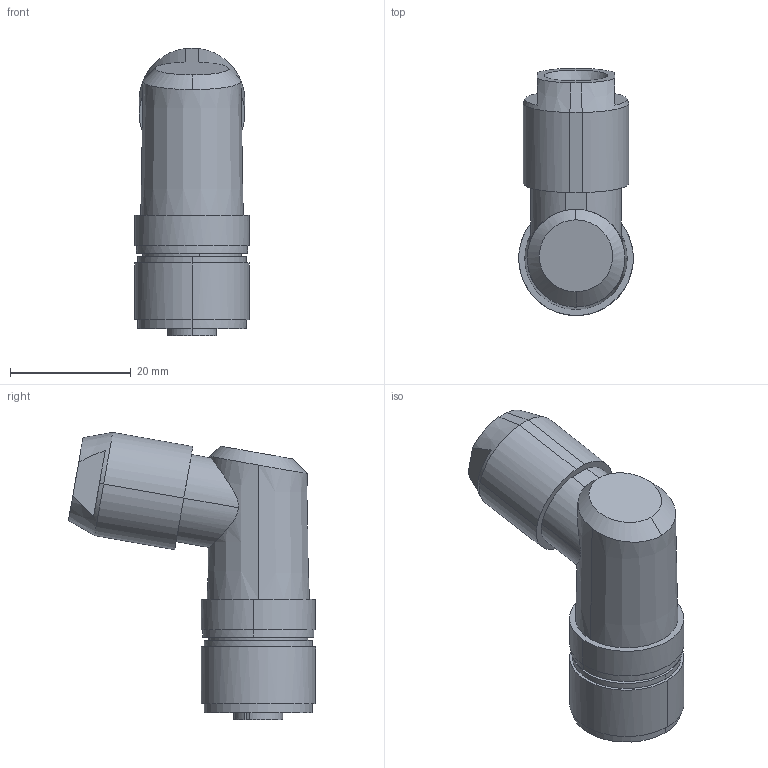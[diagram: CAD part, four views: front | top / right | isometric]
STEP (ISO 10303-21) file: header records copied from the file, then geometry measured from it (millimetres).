
FILE_DESCRIPTION(('CATIA V5 STEP Exchange','CAx-IF Rec.Pracs.--- Model Styling and Organization---1.4--- 2014-01-23'),'2;1');
FILE_NAME ('1142481-3_0', '2020-05-13T08:54:16+00:00', ('none'), ('Weidmueller'), 'CATIA Version 5-6 Release 2016 SP3 HF44', 'CATIA V5 STEP AP214', 'none');
FILE_SCHEMA(('AUTOMOTIVE_DESIGN { 1 0 10303 214 1 1 1 1 }'));
Length unit declared in the file: millimetre
Products named in the file (1): 2681710000
Bounding box: 19 x 41 x 47.66 mm (x, y, z)
Volume: 12868 mm3; surface area: 7049.4 mm2
Topology: 2 solids, 2 shells, 119 faces, 300 edges, 202 vertices
Faces by surface type: plane 49, cylinder 47, cone 21, bspline 2
Entity records: 4043 total; most frequent: CARTESIAN_POINT 1300, ORIENTED_EDGE 600, DIRECTION 458, EDGE_CURVE 298, AXIS2_PLACEMENT_3D 207, VERTEX_POINT 200, VECTOR 138, LINE 138
